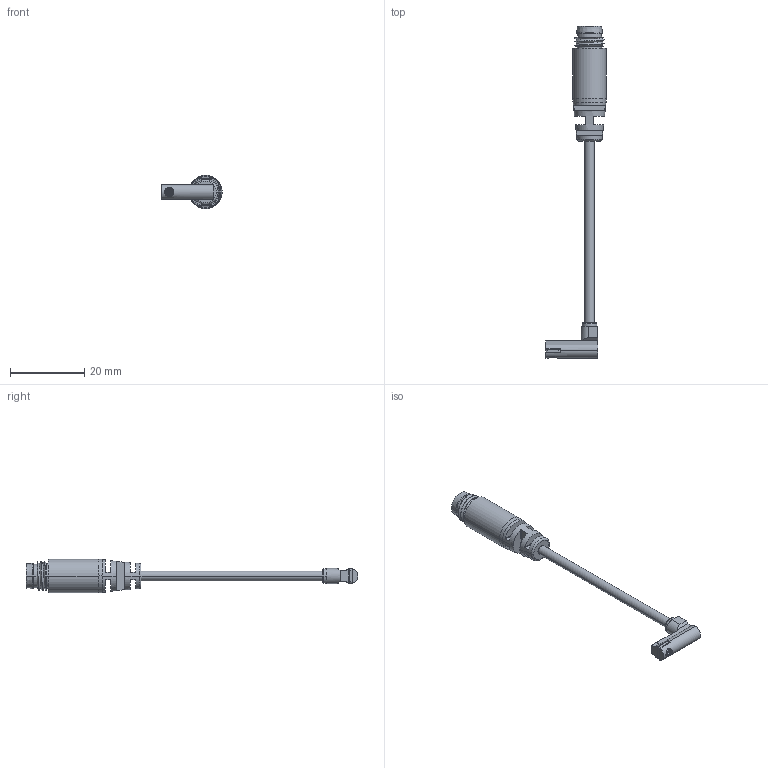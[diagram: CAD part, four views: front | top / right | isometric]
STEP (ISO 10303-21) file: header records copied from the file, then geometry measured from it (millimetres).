
FILE_DESCRIPTION (( 'STEP AP214' ), '1' );
FILE_NAME ('kt-37-QD.STEP', '2025-06-30T08:01:12', ( '' ), ( '' ), 'SwSTEP 2.0', 'SolidWorks 2022', '' );
FILE_SCHEMA (( 'AUTOMOTIVE_DESIGN' ));
Length unit declared in the file: millimetre
Products named in the file (1): kt-37-QD
Bounding box: 16.3 x 89.5 x 9 mm (x, y, z)
Surface area: 2056.5 mm2 (no closed solid volume)
Topology: 0 solids, 2 shells, 175 faces, 455 edges, 296 vertices
Faces by surface type: cylinder 67, plane 60, cone 18, bspline 18, sphere 8, torus 4
Entity records: 11491 total; most frequent: CARTESIAN_POINT 5579, ORIENTED_EDGE 882, DIRECTION 764, EDGE_CURVE 443, AXIS2_PLACEMENT_3D 304, VERTEX_POINT 290, EDGE_LOOP 203, FACE_OUTER_BOUND 175
